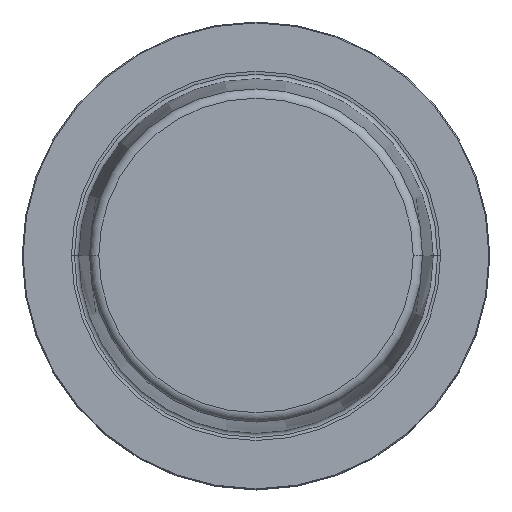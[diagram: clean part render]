
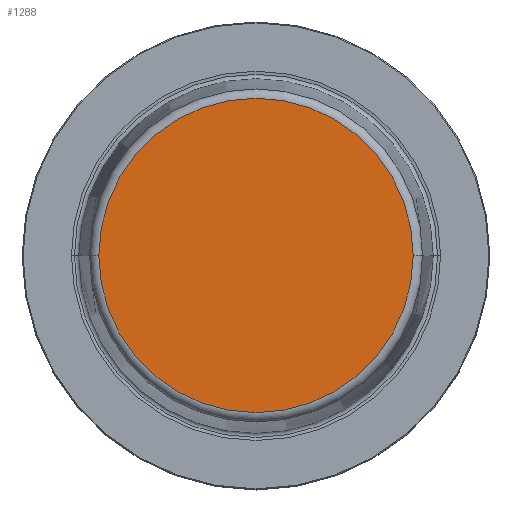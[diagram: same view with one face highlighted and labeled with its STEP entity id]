
A CAD part, top view. The second image highlights one B-rep face of the part: STEP entity #1288.
In plain terms, the highlighted planar face has unit normal (0, 0, 1).
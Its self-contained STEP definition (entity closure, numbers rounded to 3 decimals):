
#329=CARTESIAN_POINT('',(0.,0.,49.9));
#330=DIRECTION('',(0.,0.,1.));
#331=DIRECTION('',(1.,0.,0.));
#332=AXIS2_PLACEMENT_3D('',#329,#330,#331);
#337=CARTESIAN_POINT('',(0.,0.,49.9));
#338=DIRECTION('',(0.,0.,-1.));
#339=DIRECTION('',(1.,0.,0.));
#340=AXIS2_PLACEMENT_3D('',#337,#338,#339);
#901=CARTESIAN_POINT('',(33.605,0.,49.9));
#902=VERTEX_POINT('',#901);
#917=CARTESIAN_POINT('',(-33.605,0.,49.9));
#918=VERTEX_POINT('',#917);
#1279=CARTESIAN_POINT('',(0.,0.,49.9));
#1280=DIRECTION('',(0.,0.,-1.));
#1281=DIRECTION('',(-1.,0.,0.));
#1282=AXIS2_PLACEMENT_3D('',#1279,#1280,#1281);
#1283=PLANE('',#1282);
#1284=ORIENTED_EDGE('',*,*,#1272,.F.);
#1285=ORIENTED_EDGE('',*,*,#1261,.T.);
#1286=EDGE_LOOP('',(#1284,#1285));
#1287=FACE_OUTER_BOUND('',#1286,.F.);
#333=CIRCLE('',#332,33.605);
#341=CIRCLE('',#340,33.605);
#1261=EDGE_CURVE('',#902,#918,#341,.T.);
#1272=EDGE_CURVE('',#902,#918,#333,.T.);
#1288=ADVANCED_FACE('',(#1287),#1283,.F.);
